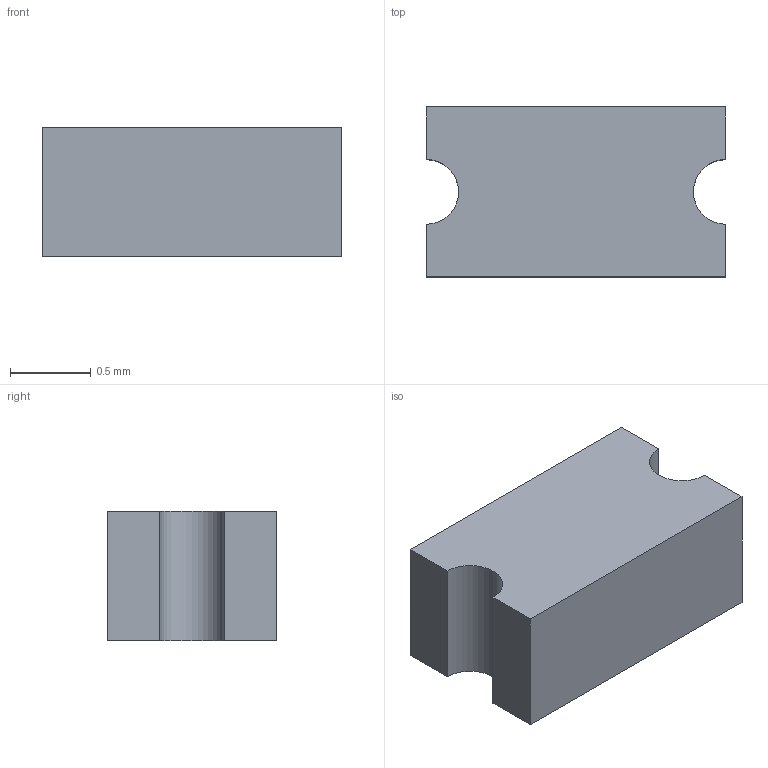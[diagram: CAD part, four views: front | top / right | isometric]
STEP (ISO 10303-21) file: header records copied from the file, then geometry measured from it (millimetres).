
FILE_DESCRIPTION(/* description */ ('Alibre Inc.'),/* implementation_level */ '2;1');
FILE_NAME(/* name */ 'export-C11607FB-18D4-47BF-B62F-4E9A78AF4E68',/* time_stamp */ '2019-08-17T14:50:43-05:00',/* author */ (''),/* organization */ (''),/* preprocessor_version */ 'ST-DEVELOPER v17',/* originating_system */ 'Alibre',/* authorisation */ '');
FILE_SCHEMA (('CONFIG_CONTROL_DESIGN'));
Length unit declared in the file: centimetre
Products named in the file (1): ID_1
Bounding box: 1.85 x 1.05 x 0.8 mm (x, y, z)
Volume: 1.5 mm3; surface area: 8.6 mm2
Topology: 1 solids, 1 shells, 10 faces, 24 edges, 16 vertices
Faces by surface type: plane 8, cylinder 2
Entity records: 345 total; most frequent: ORIENTED_EDGE 48, CARTESIAN_POINT 44, DIRECTION 34, EDGE_CURVE 24, VERTEX_POINT 16, VECTOR 16, LINE 16, AXIS2_PLACEMENT_3D 12
